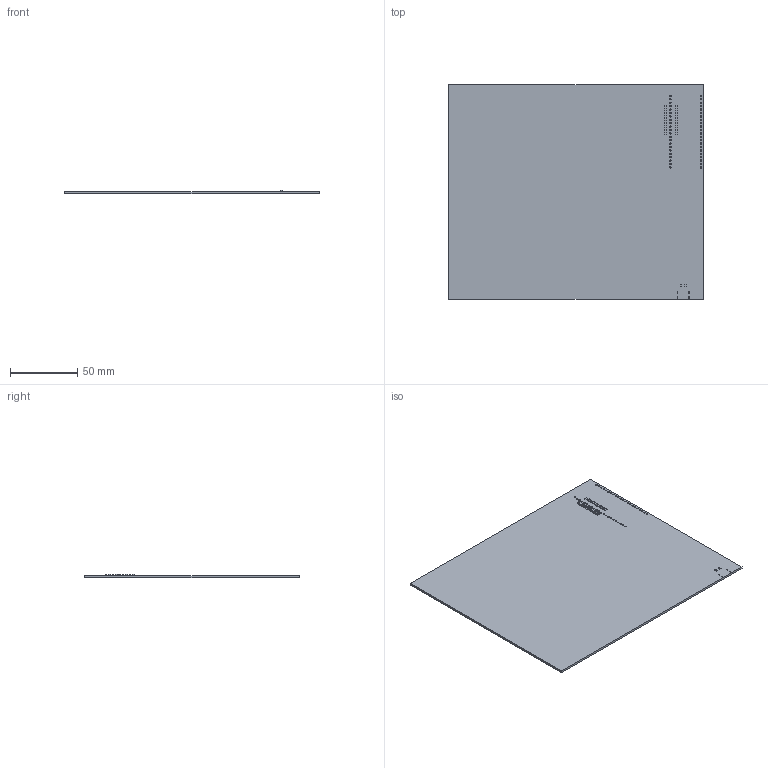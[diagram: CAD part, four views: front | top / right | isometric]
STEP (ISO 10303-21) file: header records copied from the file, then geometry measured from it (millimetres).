
FILE_DESCRIPTION(('KiCad electronic assembly'),'2;1');
FILE_NAME('Block-Party-Main-Board.step','2024-02-15T21:57:09',('Pcbnew') ,('Kicad'),'Open CASCADE STEP processor 7.7','KiCad to STEP converter' ,'Unknown');
FILE_SCHEMA(('AUTOMOTIVE_DESIGN { 1 0 10303 214 1 1 1 1 }'));
Length unit declared in the file: millimetre
Products named in the file (6): Block-Party-Main-Board 1; R_0805_2012Metric; C_0805_2012Metric; Block-Party-Main-Board PCB
Assembly tree (23 placements, depth 3):
  Block-Party-Main-Board 1
    R_0805_2012Metric  x11
      R_0805_2012Metric
    C_0805_2012Metric  x9
      C_0805_2012Metric
    Block-Party-Main-Board PCB
Bounding box: 190 x 160 x 2.9 mm (x, y, z)
Volume: 48616 mm3; surface area: 62289.7 mm2
Topology: 21 solids, 21 shells, 660 faces, 1756 edges, 1156 vertices
Faces by surface type: plane 420, cylinder 240
Full cylindrical faces by diameter (mm): 1.02 x44
Entity records: 13237 total; most frequent: CARTESIAN_POINT 2824, DIRECTION 1776, LINE 1100, VECTOR 1100, ORIENTED_EDGE 1000, PCURVE 1000, DEFINITIONAL_REPRESENTATION 1000, EDGE_CURVE 500
